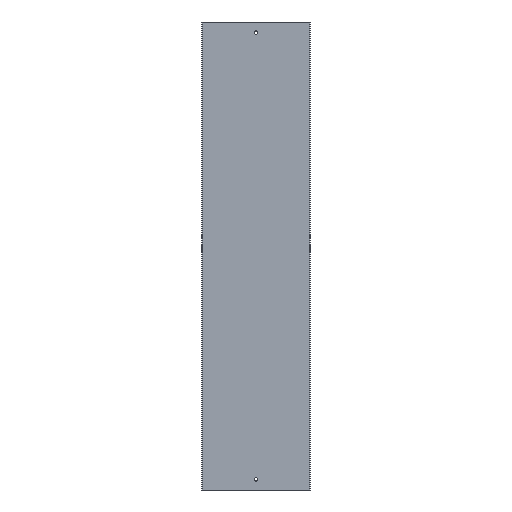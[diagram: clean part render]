
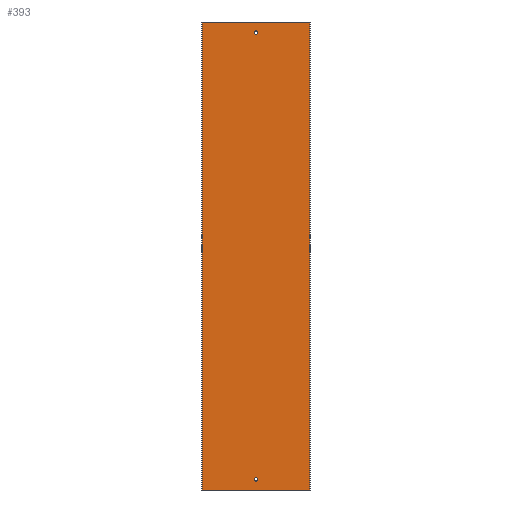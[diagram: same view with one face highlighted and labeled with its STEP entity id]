
A CAD part, front view. The second image highlights one B-rep face of the part: STEP entity #393.
In plain terms, the highlighted planar face has unit normal (0, -1, 0).
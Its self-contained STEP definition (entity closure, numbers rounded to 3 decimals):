
#24 = CARTESIAN_POINT ( 'NONE',  ( -76., 0., 0. ) ) ;
#25 = DIRECTION ( 'NONE',  ( 0., 0., 1. ) ) ;
#27 = PLANE ( 'NONE',  #143 ) ;
#29 = CARTESIAN_POINT ( 'NONE',  ( -76., 0., 660. ) ) ;
#35 = DIRECTION ( 'NONE',  ( 0., 1., 0. ) ) ;
#50 = CARTESIAN_POINT ( 'NONE',  ( -76., 0., 660. ) ) ;
#54 = CARTESIAN_POINT ( 'NONE',  ( 76., 0., 0. ) ) ;
#58 = CARTESIAN_POINT ( 'NONE',  ( 76., 0., 660. ) ) ;
#69 = DIRECTION ( 'NONE',  ( 0., 0., -1. ) ) ;
#72 = CARTESIAN_POINT ( 'NONE',  ( -76., 0., 660. ) ) ;
#79 = CARTESIAN_POINT ( 'NONE',  ( -76., 0., 0. ) ) ;
#95 = DIRECTION ( 'NONE',  ( 0., 0., -1. ) ) ;
#98 = DIRECTION ( 'NONE',  ( 1., 0., 0. ) ) ;
#99 = DIRECTION ( 'NONE',  ( 0., 0., 1. ) ) ;
#100 = DIRECTION ( 'NONE',  ( 0., -1., 0. ) ) ;
#101 = CARTESIAN_POINT ( 'NONE',  ( 76., 0., 660. ) ) ;
#104 = CARTESIAN_POINT ( 'NONE',  ( 0., 0., 15. ) ) ;
#107 = DIRECTION ( 'NONE',  ( 0., 0., 1. ) ) ;
#108 = DIRECTION ( 'NONE',  ( 0., -1., 0. ) ) ;
#109 = CARTESIAN_POINT ( 'NONE',  ( 0., 0., 645. ) ) ;
#114 = DIRECTION ( 'NONE',  ( 1., 0., 0. ) ) ;
#115 = CARTESIAN_POINT ( 'NONE',  ( -76., 0., 660. ) ) ;
#143 = AXIS2_PLACEMENT_3D ( 'NONE', #29, #35, #25 ) ;
#148 = AXIS2_PLACEMENT_3D ( 'NONE', #104, #100, #99 ) ;
#149 = AXIS2_PLACEMENT_3D ( 'NONE', #109, #108, #107 ) ;
#154 = EDGE_CURVE ( 'NONE', #361, #365, #382, .T. ) ;
#167 = EDGE_CURVE ( 'NONE', #368, #361, #269, .T. ) ;
#168 = EDGE_CURVE ( 'NONE', #216, #216, #268, .T. ) ;
#169 = EDGE_CURVE ( 'NONE', #215, #215, #264, .T. ) ;
#170 = EDGE_CURVE ( 'NONE', #360, #365, #266, .T. ) ;
#178 = EDGE_CURVE ( 'NONE', #368, #360, #250, .T. ) ;
#215 = VERTEX_POINT ( 'NONE', #420 ) ;
#216 = VERTEX_POINT ( 'NONE', #417 ) ;
#234 = FACE_BOUND ( 'NONE', #379, .T. ) ;
#235 = FACE_BOUND ( 'NONE', #374, .T. ) ;
#237 = FACE_OUTER_BOUND ( 'NONE', #380, .T. ) ;
#247 = VECTOR ( 'NONE', #69, 1000. ) ;
#250 = LINE ( 'NONE', #72, #247 ) ;
#262 = VECTOR ( 'NONE', #98, 1000. ) ;
#264 = CIRCLE ( 'NONE', #148, 2.5 ) ;
#266 = LINE ( 'NONE', #24, #262 ) ;
#267 = VECTOR ( 'NONE', #114, 1000. ) ;
#268 = CIRCLE ( 'NONE', #149, 2.5 ) ;
#269 = LINE ( 'NONE', #115, #267 ) ;
#289 = VECTOR ( 'NONE', #95, 1000. ) ;
#339 = ORIENTED_EDGE ( 'NONE', *, *, #168, .F. ) ;
#340 = ORIENTED_EDGE ( 'NONE', *, *, #169, .F. ) ;
#341 = ORIENTED_EDGE ( 'NONE', *, *, #170, .T. ) ;
#342 = ORIENTED_EDGE ( 'NONE', *, *, #154, .F. ) ;
#343 = ORIENTED_EDGE ( 'NONE', *, *, #167, .F. ) ;
#344 = ORIENTED_EDGE ( 'NONE', *, *, #178, .T. ) ;
#360 = VERTEX_POINT ( 'NONE', #79 ) ;
#361 = VERTEX_POINT ( 'NONE', #58 ) ;
#365 = VERTEX_POINT ( 'NONE', #54 ) ;
#368 = VERTEX_POINT ( 'NONE', #50 ) ;
#374 = EDGE_LOOP ( 'NONE', ( #339 ) ) ;
#379 = EDGE_LOOP ( 'NONE', ( #340 ) ) ;
#380 = EDGE_LOOP ( 'NONE', ( #341, #342, #343, #344 ) ) ;
#382 = LINE ( 'NONE', #101, #289 ) ;
#393 = ADVANCED_FACE ( 'NONE', ( #235, #234, #237 ), #27, .F. ) ;
#417 = CARTESIAN_POINT ( 'NONE',  ( 0., 0., 647.5 ) ) ;
#420 = CARTESIAN_POINT ( 'NONE',  ( 0., 0., 17.5 ) ) ;
